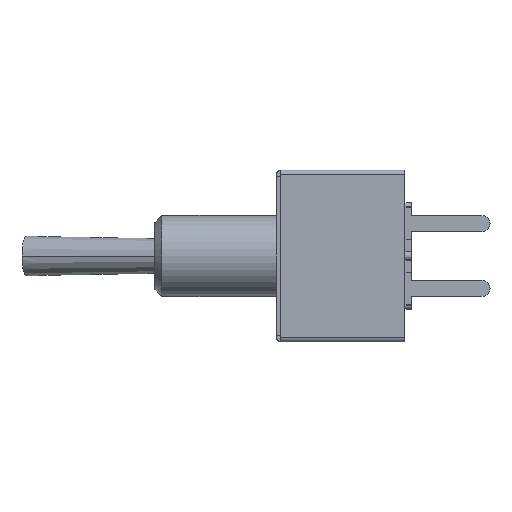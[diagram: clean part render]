
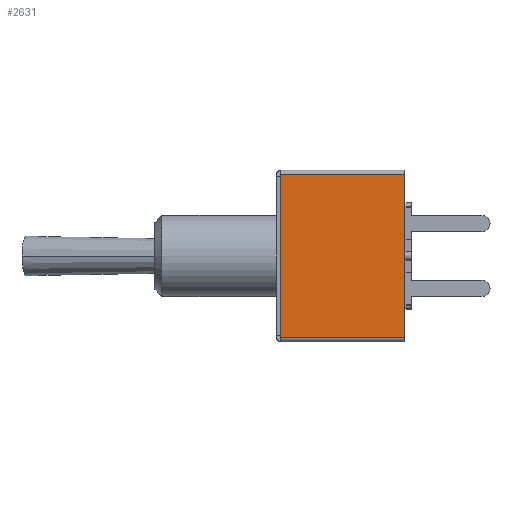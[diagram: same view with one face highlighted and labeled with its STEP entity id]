
A CAD part, left-side view. The second image highlights one B-rep face of the part: STEP entity #2631.
In plain terms, the highlighted planar face has unit normal (-1, 0, 0).
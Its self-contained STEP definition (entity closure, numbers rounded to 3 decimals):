
#327 = LINE ( 'NONE', #9320, #5705 ) ;
#461 = LINE ( 'NONE', #14130, #13800 ) ;
#1154 = EDGE_CURVE ( 'NONE', #12749, #9618, #461, .T. ) ;
#2414 = VERTEX_POINT ( 'NONE', #2519 ) ;
#2483 = VECTOR ( 'NONE', #3547, 1000. ) ;
#2519 = CARTESIAN_POINT ( 'NONE',  ( -6.6, 0., -6.05 ) ) ;
#2631 = ADVANCED_FACE ( 'NONE', ( #13129 ), #6416, .T. ) ;
#3032 = DIRECTION ( 'NONE',  ( -1., 0., 0. ) ) ;
#3547 = DIRECTION ( 'NONE',  ( 0., -1., 0. ) ) ;
#3897 = VECTOR ( 'NONE', #11830, 1000. ) ;
#4109 = ORIENTED_EDGE ( 'NONE', *, *, #9133, .T. ) ;
#4259 = CARTESIAN_POINT ( 'NONE',  ( -6.6, 9.2, -6.05 ) ) ;
#4723 = CARTESIAN_POINT ( 'NONE',  ( -6.6, 0., -6.05 ) ) ;
#4952 = DIRECTION ( 'NONE',  ( 0., 0., 1. ) ) ;
#5705 = VECTOR ( 'NONE', #13758, 1000. ) ;
#5834 = LINE ( 'NONE', #4723, #2483 ) ;
#6040 = ORIENTED_EDGE ( 'NONE', *, *, #1154, .T. ) ;
#6416 = PLANE ( 'NONE',  #11932 ) ;
#7326 = EDGE_CURVE ( 'NONE', #8667, #9618, #11550, .T. ) ;
#8123 = EDGE_CURVE ( 'NONE', #8667, #2414, #5834, .T. ) ;
#8264 = CARTESIAN_POINT ( 'NONE',  ( -6.6, 9.2, 0. ) ) ;
#8667 = VERTEX_POINT ( 'NONE', #4259 ) ;
#8778 = CARTESIAN_POINT ( 'NONE',  ( -6.6, 0., 6.05 ) ) ;
#8991 = ORIENTED_EDGE ( 'NONE', *, *, #7326, .F. ) ;
#9133 = EDGE_CURVE ( 'NONE', #2414, #12749, #327, .T. ) ;
#9320 = CARTESIAN_POINT ( 'NONE',  ( -6.6, 0., -6.35 ) ) ;
#9618 = VERTEX_POINT ( 'NONE', #10912 ) ;
#10912 = CARTESIAN_POINT ( 'NONE',  ( -6.6, 9.2, 6.05 ) ) ;
#11550 = LINE ( 'NONE', #8264, #3897 ) ;
#11714 = ORIENTED_EDGE ( 'NONE', *, *, #8123, .T. ) ;
#11830 = DIRECTION ( 'NONE',  ( 0., 0., 1. ) ) ;
#11900 = DIRECTION ( 'NONE',  ( 0., 1., 0. ) ) ;
#11932 = AXIS2_PLACEMENT_3D ( 'NONE', #13203, #3032, #4952 ) ;
#12749 = VERTEX_POINT ( 'NONE', #8778 ) ;
#13129 = FACE_OUTER_BOUND ( 'NONE', #13230, .T. ) ;
#13203 = CARTESIAN_POINT ( 'NONE',  ( -6.6, 0., -6.35 ) ) ;
#13230 = EDGE_LOOP ( 'NONE', ( #6040, #8991, #11714, #4109 ) ) ;
#13758 = DIRECTION ( 'NONE',  ( 0., 0., 1. ) ) ;
#13800 = VECTOR ( 'NONE', #11900, 1000. ) ;
#14130 = CARTESIAN_POINT ( 'NONE',  ( -6.6, 0., 6.05 ) ) ;
